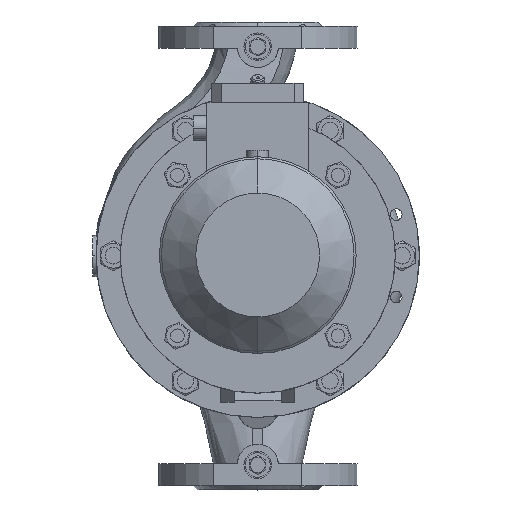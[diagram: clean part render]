
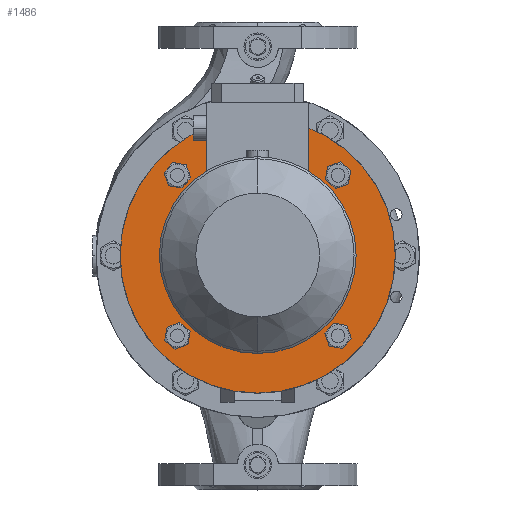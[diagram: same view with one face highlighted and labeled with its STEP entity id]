
A CAD part, top view. The second image highlights one B-rep face of the part: STEP entity #1486.
In plain terms, the highlighted planar face has unit normal (0, 0, 1).
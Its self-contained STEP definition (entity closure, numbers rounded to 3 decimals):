
#199 = CIRCLE ( 'NONE', #22223, 8.075 ) ;
#221 = VERTEX_POINT ( 'NONE', #3720 ) ;
#243 = VERTEX_POINT ( 'NONE', #4058 ) ;
#265 = AXIS2_PLACEMENT_3D ( 'NONE', #10934, #2725, #29392 ) ;
#546 = ORIENTED_EDGE ( 'NONE', *, *, #6164, .F. ) ;
#552 = CARTESIAN_POINT ( 'NONE',  ( 50.384, -56.934, 169. ) ) ;
#711 = EDGE_LOOP ( 'NONE', ( #28957, #26533 ) ) ;
#1278 = ORIENTED_EDGE ( 'NONE', *, *, #11107, .F. ) ;
#1486 = ADVANCED_FACE ( 'NONE', ( #18575, #12368, #23566, #10290, #10695, #9432 ), #34419, .T. ) ;
#1758 = DIRECTION ( 'NONE',  ( 0., -1., 0. ) ) ;
#2100 = VERTEX_POINT ( 'NONE', #17549 ) ;
#2101 = DIRECTION ( 'NONE',  ( 0., 0., -1. ) ) ;
#2147 = AXIS2_PLACEMENT_3D ( 'NONE', #27918, #30589, #33267 ) ;
#2161 = DIRECTION ( 'NONE',  ( 0., 0., 1. ) ) ;
#2725 = DIRECTION ( 'NONE',  ( 0., 0., -1. ) ) ;
#2811 = CIRCLE ( 'NONE', #265, 8.075 ) ;
#3114 = AXIS2_PLACEMENT_3D ( 'NONE', #34303, #2161, #18264 ) ;
#3415 = EDGE_CURVE ( 'NONE', #8839, #27045, #3425, .T. ) ;
#3425 = CIRCLE ( 'NONE', #33517, 8.075 ) ;
#3720 = CARTESIAN_POINT ( 'NONE',  ( 0., -70., 169. ) ) ;
#4058 = CARTESIAN_POINT ( 'NONE',  ( 0., -100., 169. ) ) ;
#4516 = ORIENTED_EDGE ( 'NONE', *, *, #20112, .T. ) ;
#4834 = ORIENTED_EDGE ( 'NONE', *, *, #7069, .T. ) ;
#5571 = AXIS2_PLACEMENT_3D ( 'NONE', #18701, #29375, #29041 ) ;
#6164 = EDGE_CURVE ( 'NONE', #243, #11947, #30563, .T. ) ;
#6635 = VERTEX_POINT ( 'NONE', #33171 ) ;
#6946 = CIRCLE ( 'NONE', #32981, 70. ) ;
#6949 = CIRCLE ( 'NONE', #19076, 8.075 ) ;
#7069 = EDGE_CURVE ( 'NONE', #12515, #2100, #30095, .T. ) ;
#7270 = CARTESIAN_POINT ( 'NONE',  ( 0., 0., 169. ) ) ;
#7299 = CARTESIAN_POINT ( 'NONE',  ( 58.336, -58.336, 169. ) ) ;
#7450 = CARTESIAN_POINT ( 'NONE',  ( -56.934, -50.384, 169. ) ) ;
#7932 = DIRECTION ( 'NONE',  ( 0., -1., 0. ) ) ;
#8241 = ORIENTED_EDGE ( 'NONE', *, *, #13950, .T. ) ;
#8601 = EDGE_LOOP ( 'NONE', ( #10269, #546 ) ) ;
#8839 = VERTEX_POINT ( 'NONE', #552 ) ;
#9167 = VERTEX_POINT ( 'NONE', #7450 ) ;
#9432 = FACE_OUTER_BOUND ( 'NONE', #8601, .T. ) ;
#9434 = CARTESIAN_POINT ( 'NONE',  ( -66.289, 59.739, 169. ) ) ;
#9533 = AXIS2_PLACEMENT_3D ( 'NONE', #31785, #18880, #7932 ) ;
#9973 = CARTESIAN_POINT ( 'NONE',  ( -58.336, 58.336, 169. ) ) ;
#10269 = ORIENTED_EDGE ( 'NONE', *, *, #15236, .F. ) ;
#10290 = FACE_BOUND ( 'NONE', #11709, .T. ) ;
#10576 = CIRCLE ( 'NONE', #2147, 70. ) ;
#10695 = FACE_BOUND ( 'NONE', #30069, .T. ) ;
#10740 = AXIS2_PLACEMENT_3D ( 'NONE', #27274, #13938, #16598 ) ;
#10934 = CARTESIAN_POINT ( 'NONE',  ( 58.336, -58.336, 169. ) ) ;
#11107 = EDGE_CURVE ( 'NONE', #11954, #14567, #13252, .T. ) ;
#11614 = AXIS2_PLACEMENT_3D ( 'NONE', #21387, #29290, #13516 ) ;
#11709 = EDGE_LOOP ( 'NONE', ( #1278, #25372 ) ) ;
#11947 = VERTEX_POINT ( 'NONE', #33042 ) ;
#11954 = VERTEX_POINT ( 'NONE', #30586 ) ;
#12215 = CIRCLE ( 'NONE', #11614, 8.075 ) ;
#12236 = DIRECTION ( 'NONE',  ( 0., -1., 0. ) ) ;
#12368 = FACE_BOUND ( 'NONE', #711, .T. ) ;
#12515 = VERTEX_POINT ( 'NONE', #25083 ) ;
#12665 = DIRECTION ( 'NONE',  ( 0., 1., 0. ) ) ;
#13072 = DIRECTION ( 'NONE',  ( 0., 0., -1. ) ) ;
#13252 = CIRCLE ( 'NONE', #18755, 8.075 ) ;
#13516 = DIRECTION ( 'NONE',  ( 0., -1., 0. ) ) ;
#13938 = DIRECTION ( 'NONE',  ( 0., 0., -1. ) ) ;
#13950 = EDGE_CURVE ( 'NONE', #2100, #12515, #16468, .T. ) ;
#14431 = AXIS2_PLACEMENT_3D ( 'NONE', #7270, #31359, #12665 ) ;
#14567 = VERTEX_POINT ( 'NONE', #9434 ) ;
#14872 = CARTESIAN_POINT ( 'NONE',  ( 66.289, -59.739, 169. ) ) ;
#15236 = EDGE_CURVE ( 'NONE', #11947, #243, #33350, .T. ) ;
#16468 = CIRCLE ( 'NONE', #10740, 8.075 ) ;
#16598 = DIRECTION ( 'NONE',  ( 0., -1., 0. ) ) ;
#17549 = CARTESIAN_POINT ( 'NONE',  ( 59.739, 66.289, 169. ) ) ;
#18264 = DIRECTION ( 'NONE',  ( 0., -1., 0. ) ) ;
#18575 = FACE_BOUND ( 'NONE', #25738, .T. ) ;
#18701 = CARTESIAN_POINT ( 'NONE',  ( 0., 0., 169. ) ) ;
#18755 = AXIS2_PLACEMENT_3D ( 'NONE', #9973, #31355, #28800 ) ;
#18880 = DIRECTION ( 'NONE',  ( 0., 0., -1. ) ) ;
#19076 = AXIS2_PLACEMENT_3D ( 'NONE', #28892, #2101, #1758 ) ;
#19349 = EDGE_CURVE ( 'NONE', #29181, #9167, #6949, .T. ) ;
#19846 = ORIENTED_EDGE ( 'NONE', *, *, #19349, .T. ) ;
#20112 = EDGE_CURVE ( 'NONE', #9167, #29181, #199, .T. ) ;
#21387 = CARTESIAN_POINT ( 'NONE',  ( -58.336, 58.336, 169. ) ) ;
#22223 = AXIS2_PLACEMENT_3D ( 'NONE', #26266, #13072, #31185 ) ;
#22315 = EDGE_CURVE ( 'NONE', #221, #6635, #10576, .T. ) ;
#22687 = EDGE_CURVE ( 'NONE', #14567, #11954, #12215, .T. ) ;
#23566 = FACE_BOUND ( 'NONE', #27682, .T. ) ;
#25083 = CARTESIAN_POINT ( 'NONE',  ( 56.934, 50.384, 169. ) ) ;
#25372 = ORIENTED_EDGE ( 'NONE', *, *, #22687, .F. ) ;
#25463 = DIRECTION ( 'NONE',  ( 0., 0., -1. ) ) ;
#25738 = EDGE_LOOP ( 'NONE', ( #4834, #8241 ) ) ;
#26266 = CARTESIAN_POINT ( 'NONE',  ( -58.336, -58.336, 169. ) ) ;
#26533 = ORIENTED_EDGE ( 'NONE', *, *, #26790, .T. ) ;
#26790 = EDGE_CURVE ( 'NONE', #27045, #8839, #2811, .T. ) ;
#27045 = VERTEX_POINT ( 'NONE', #14872 ) ;
#27274 = CARTESIAN_POINT ( 'NONE',  ( 58.336, 58.336, 169. ) ) ;
#27682 = EDGE_LOOP ( 'NONE', ( #4516, #19846 ) ) ;
#27727 = EDGE_CURVE ( 'NONE', #6635, #221, #6946, .T. ) ;
#27918 = CARTESIAN_POINT ( 'NONE',  ( 0., 0., 169. ) ) ;
#28757 = DIRECTION ( 'NONE',  ( 0., 0., -1. ) ) ;
#28800 = DIRECTION ( 'NONE',  ( 0., -1., 0. ) ) ;
#28892 = CARTESIAN_POINT ( 'NONE',  ( -58.336, -58.336, 169. ) ) ;
#28957 = ORIENTED_EDGE ( 'NONE', *, *, #3415, .T. ) ;
#29041 = DIRECTION ( 'NONE',  ( 0., 1., 0. ) ) ;
#29181 = VERTEX_POINT ( 'NONE', #34441 ) ;
#29290 = DIRECTION ( 'NONE',  ( 0., 0., 1. ) ) ;
#29375 = DIRECTION ( 'NONE',  ( 0., 0., -1. ) ) ;
#29392 = DIRECTION ( 'NONE',  ( 0., -1., 0. ) ) ;
#30069 = EDGE_LOOP ( 'NONE', ( #32176, #30856 ) ) ;
#30095 = CIRCLE ( 'NONE', #9533, 8.075 ) ;
#30563 = CIRCLE ( 'NONE', #14431, 100. ) ;
#30586 = CARTESIAN_POINT ( 'NONE',  ( -50.384, 56.934, 169. ) ) ;
#30589 = DIRECTION ( 'NONE',  ( 0., 0., -1. ) ) ;
#30856 = ORIENTED_EDGE ( 'NONE', *, *, #22315, .T. ) ;
#31185 = DIRECTION ( 'NONE',  ( 0., -1., 0. ) ) ;
#31355 = DIRECTION ( 'NONE',  ( 0., 0., 1. ) ) ;
#31359 = DIRECTION ( 'NONE',  ( 0., 0., -1. ) ) ;
#31543 = CARTESIAN_POINT ( 'NONE',  ( 0., 0., 169. ) ) ;
#31785 = CARTESIAN_POINT ( 'NONE',  ( 58.336, 58.336, 169. ) ) ;
#32176 = ORIENTED_EDGE ( 'NONE', *, *, #27727, .T. ) ;
#32981 = AXIS2_PLACEMENT_3D ( 'NONE', #31543, #28757, #34101 ) ;
#33042 = CARTESIAN_POINT ( 'NONE',  ( 0., 100., 169. ) ) ;
#33171 = CARTESIAN_POINT ( 'NONE',  ( 0., 70., 169. ) ) ;
#33267 = DIRECTION ( 'NONE',  ( 0., 1., 0. ) ) ;
#33350 = CIRCLE ( 'NONE', #5571, 100. ) ;
#33517 = AXIS2_PLACEMENT_3D ( 'NONE', #7299, #25463, #12236 ) ;
#34101 = DIRECTION ( 'NONE',  ( 0., 1., 0. ) ) ;
#34303 = CARTESIAN_POINT ( 'NONE',  ( 0., 100., 169. ) ) ;
#34419 = PLANE ( 'NONE',  #3114 ) ;
#34441 = CARTESIAN_POINT ( 'NONE',  ( -59.739, -66.289, 169. ) ) ;
